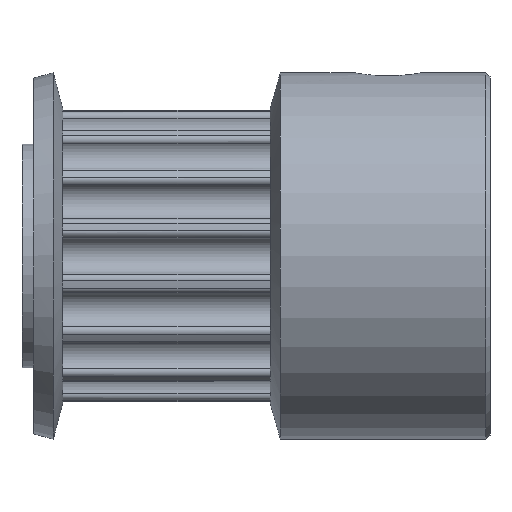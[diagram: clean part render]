
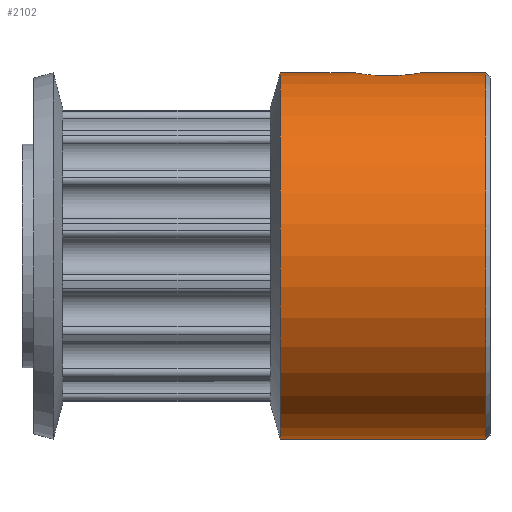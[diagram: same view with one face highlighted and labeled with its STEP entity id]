
A CAD part, top view. The second image highlights one B-rep face of the part: STEP entity #2102.
In plain terms, the highlighted cylindrical face has radius 9 mm (diameter 18 mm), a full revolution.
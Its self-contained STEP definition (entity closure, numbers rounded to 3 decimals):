
#286=B_SPLINE_CURVE_WITH_KNOTS('',3,(#3508,#3509,#3510,#3511,#3512,#3513,
#3514,#3515,#3516,#3517,#3518),.UNSPECIFIED.,.T.,.F.,(1,1,1,1,1,1,1,1,1,
1,1,1,1,1,1),(-0.004,-0.003,-0.001,
0.,0.001,0.003,0.004,0.005,
0.006,0.008,0.009,0.01,
0.011,0.013,0.014),.UNSPECIFIED.);
#287=B_SPLINE_CURVE_WITH_KNOTS('',3,(#3522,#3523,#3524,#3525,#3526,#3527,
#3528,#3529,#3530,#3531,#3532),.UNSPECIFIED.,.T.,.F.,(1,1,1,1,1,1,1,1,1,
1,1,1,1,1,1),(-0.004,-0.003,-0.001,
0.,0.001,0.003,0.004,0.005,
0.006,0.008,0.009,0.01,
0.011,0.013,0.014),.UNSPECIFIED.);
#290=ORIENTED_EDGE('',*,*,#936,.F.);
#291=ORIENTED_EDGE('',*,*,#937,.F.);
#292=ORIENTED_EDGE('',*,*,#938,.T.);
#293=ORIENTED_EDGE('',*,*,#939,.F.);
#936=EDGE_CURVE('',#1259,#1259,#1459,.T.);
#937=EDGE_CURVE('',#1260,#1260,#286,.T.);
#938=EDGE_CURVE('',#1261,#1261,#1460,.T.);
#939=EDGE_CURVE('',#1262,#1262,#287,.T.);
#1259=VERTEX_POINT('',#3507);
#1260=VERTEX_POINT('',#3519);
#1261=VERTEX_POINT('',#3521);
#1262=VERTEX_POINT('',#3533);
#1459=CIRCLE('',#2275,9.);
#1460=CIRCLE('',#2276,9.);
#1690=EDGE_LOOP('',(#290));
#1691=EDGE_LOOP('',(#291));
#1692=EDGE_LOOP('',(#292));
#1693=EDGE_LOOP('',(#293));
#1860=FACE_BOUND('',#1690,.T.);
#1861=FACE_BOUND('',#1691,.T.);
#1862=FACE_BOUND('',#1692,.T.);
#1863=FACE_BOUND('',#1693,.T.);
#2031=CYLINDRICAL_SURFACE('',#2274,9.);
#2102=ADVANCED_FACE('',(#1860,#1861,#1862,#1863),#2031,.T.);
#2274=AXIS2_PLACEMENT_3D('',#3505,#2656,#2657);
#2275=AXIS2_PLACEMENT_3D('',#3506,#2658,#2659);
#2276=AXIS2_PLACEMENT_3D('',#3520,#2660,#2661);
#2656=DIRECTION('',(1.,0.,0.));
#2657=DIRECTION('',(0.,0.,-1.));
#2658=DIRECTION('',(1.,0.,0.));
#2659=DIRECTION('',(0.,0.,-1.));
#2660=DIRECTION('',(1.,0.,0.));
#2661=DIRECTION('',(0.,0.,-1.));
#3505=CARTESIAN_POINT('',(23.,0.,0.));
#3506=CARTESIAN_POINT('',(22.8,0.,0.));
#3507=CARTESIAN_POINT('',(22.8,0.,-9.));
#3508=CARTESIAN_POINT('',(19.269,8.927,1.272));
#3509=CARTESIAN_POINT('',(19.797,9.037,0.));
#3510=CARTESIAN_POINT('',(19.269,8.927,-1.27));
#3511=CARTESIAN_POINT('',(18.002,8.816,-1.796));
#3512=CARTESIAN_POINT('',(16.73,8.927,-1.271));
#3513=CARTESIAN_POINT('',(16.204,9.036,-0.001));
#3514=CARTESIAN_POINT('',(16.728,8.927,1.269));
#3515=CARTESIAN_POINT('',(17.999,8.816,1.796));
#3516=CARTESIAN_POINT('',(19.269,8.927,1.272));
#3517=CARTESIAN_POINT('',(19.797,9.037,0.));
#3518=CARTESIAN_POINT('',(19.269,8.927,-1.27));
#3519=CARTESIAN_POINT('',(19.621,9.,0.));
#3520=CARTESIAN_POINT('',(12.7,0.,0.));
#3521=CARTESIAN_POINT('',(12.7,0.,-9.));
#3522=CARTESIAN_POINT('',(19.269,-3.362,-8.367));
#3523=CARTESIAN_POINT('',(19.797,-4.519,-7.826));
#3524=CARTESIAN_POINT('',(19.269,-5.564,-7.096));
#3525=CARTESIAN_POINT('',(18.002,-5.963,-6.737));
#3526=CARTESIAN_POINT('',(16.73,-5.564,-7.096));
#3527=CARTESIAN_POINT('',(16.204,-4.519,-7.826));
#3528=CARTESIAN_POINT('',(16.728,-3.365,-8.366));
#3529=CARTESIAN_POINT('',(17.999,-2.852,-8.533));
#3530=CARTESIAN_POINT('',(19.269,-3.362,-8.367));
#3531=CARTESIAN_POINT('',(19.797,-4.519,-7.826));
#3532=CARTESIAN_POINT('',(19.269,-5.564,-7.096));
#3533=CARTESIAN_POINT('',(19.621,-4.5,-7.794));
